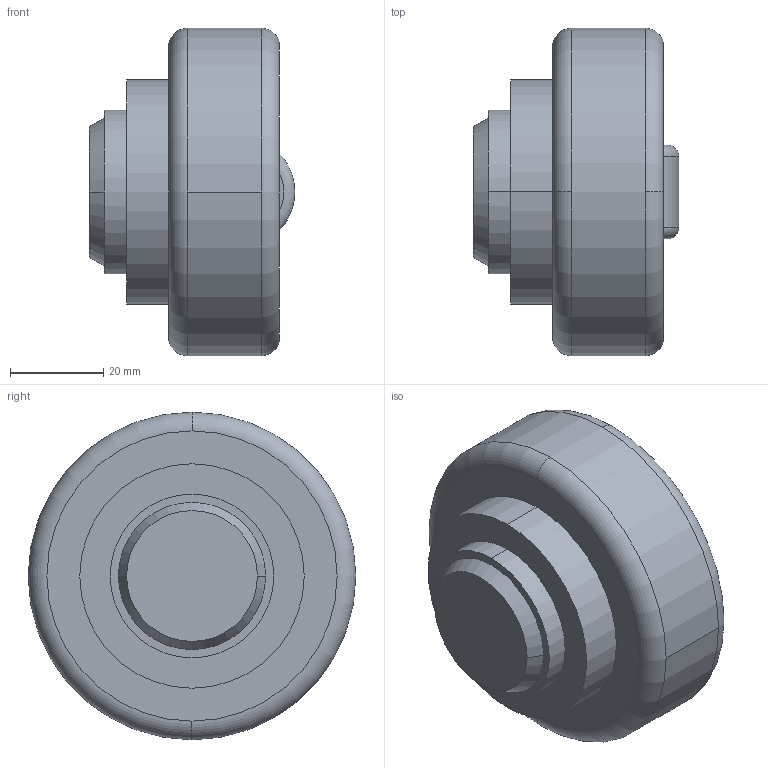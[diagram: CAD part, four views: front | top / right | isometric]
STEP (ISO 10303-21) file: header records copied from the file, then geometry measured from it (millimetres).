
FILE_DESCRIPTION(('STEP AP214'),'1');
FILE_NAME('4_455.stp','2016-05-11T09:53:37',('TraceParts'),('TraceParts S.A.'),'Spatial InterOp 3D',' ',' ');
FILE_SCHEMA(('automotive_design'));
Length unit declared in the file: millimetre
Products named in the file (1): 1
Bounding box: 44 x 70.1 x 70.1 mm (x, y, z)
Volume: 112866.8 mm3; surface area: 14780.6 mm2
Topology: 1 solids, 1 shells, 38 faces, 90 edges, 59 vertices
Faces by surface type: plane 18, cylinder 10, torus 6, cone 4
Entity records: 1300 total; most frequent: CARTESIAN_POINT 372, DIRECTION 207, ORIENTED_EDGE 180, EDGE_CURVE 90, AXIS2_PLACEMENT_3D 86, VERTEX_POINT 59, CIRCLE 47, EDGE_LOOP 43
